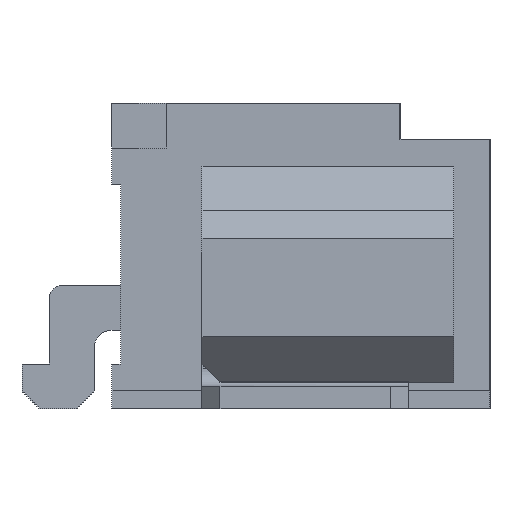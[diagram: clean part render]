
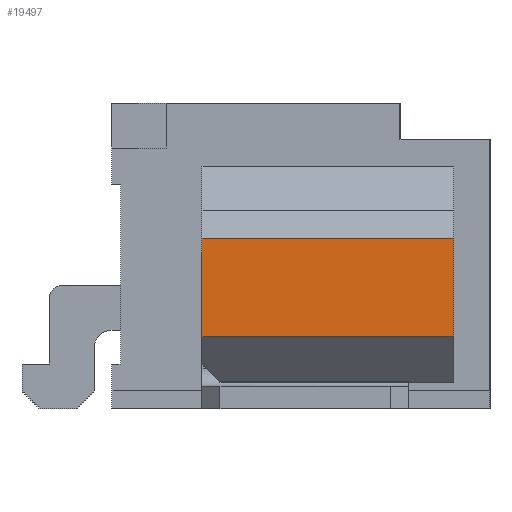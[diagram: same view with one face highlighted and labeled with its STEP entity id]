
A CAD part, left-side view. The second image highlights one B-rep face of the part: STEP entity #19497.
In plain terms, the highlighted planar face has unit normal (-1, 0, 0).
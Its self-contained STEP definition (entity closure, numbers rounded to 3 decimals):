
#2349 = PLANE('',#2350);
#2350 = AXIS2_PLACEMENT_3D('',#2351,#2352,#2353);
#2351 = CARTESIAN_POINT('',(5.875,1.1,0.));
#2352 = DIRECTION('',(0.,1.,0.));
#2353 = DIRECTION('',(-1.,0.,0.));
#2405 = PLANE('',#2406);
#2406 = AXIS2_PLACEMENT_3D('',#2407,#2408,#2409);
#2407 = CARTESIAN_POINT('',(5.875,-1.7,0.));
#2408 = DIRECTION('',(0.,1.,0.));
#2409 = DIRECTION('',(-1.,0.,0.));
#8494 = VERTEX_POINT('',#8495);
#8495 = CARTESIAN_POINT('',(-7.375,1.1,1.9));
#8509 = PLANE('',#8510);
#8510 = AXIS2_PLACEMENT_3D('',#8511,#8512,#8513);
#8511 = CARTESIAN_POINT('',(-7.375,-1.7,1.9));
#8512 = DIRECTION('',(-0.707,0.,0.707));
#8513 = DIRECTION('',(0.707,0.,0.707));
#8521 = EDGE_CURVE('',#8522,#8494,#8524,.T.);
#8522 = VERTEX_POINT('',#8523);
#8523 = CARTESIAN_POINT('',(-7.375,1.1,0.8));
#8524 = SURFACE_CURVE('',#8525,(#8529,#8536),.PCURVE_S1.);
#8525 = LINE('',#8526,#8527);
#8526 = CARTESIAN_POINT('',(-7.375,1.1,0.8));
#8527 = VECTOR('',#8528,1.);
#8528 = DIRECTION('',(0.,0.,1.));
#8529 = PCURVE('',#2349,#8530);
#8530 = DEFINITIONAL_REPRESENTATION('',(#8531),#8535);
#8531 = LINE('',#8532,#8533);
#8532 = CARTESIAN_POINT('',(13.25,0.8));
#8533 = VECTOR('',#8534,1.);
#8534 = DIRECTION('',(0.,1.));
#8535 = ( GEOMETRIC_REPRESENTATION_CONTEXT(2) 
PARAMETRIC_REPRESENTATION_CONTEXT() REPRESENTATION_CONTEXT('2D SPACE',''
  ) );
#8536 = PCURVE('',#8537,#8542);
#8537 = PLANE('',#8538);
#8538 = AXIS2_PLACEMENT_3D('',#8539,#8540,#8541);
#8539 = CARTESIAN_POINT('',(-7.375,-1.7,0.8));
#8540 = DIRECTION('',(-1.,0.,0.));
#8541 = DIRECTION('',(0.,0.,1.));
#8542 = DEFINITIONAL_REPRESENTATION('',(#8543),#8547);
#8543 = LINE('',#8544,#8545);
#8544 = CARTESIAN_POINT('',(0.,2.8));
#8545 = VECTOR('',#8546,1.);
#8546 = DIRECTION('',(1.,0.));
#8547 = ( GEOMETRIC_REPRESENTATION_CONTEXT(2) 
PARAMETRIC_REPRESENTATION_CONTEXT() REPRESENTATION_CONTEXT('2D SPACE',''
  ) );
#8563 = PLANE('',#8564);
#8564 = AXIS2_PLACEMENT_3D('',#8565,#8566,#8567);
#8565 = CARTESIAN_POINT('',(-6.875,-1.7,0.3));
#8566 = DIRECTION('',(-0.707,0.,-0.707));
#8567 = DIRECTION('',(-0.707,0.,0.707));
#8770 = VERTEX_POINT('',#8771);
#8771 = CARTESIAN_POINT('',(-7.375,-1.7,0.8));
#8792 = EDGE_CURVE('',#8770,#8793,#8795,.T.);
#8793 = VERTEX_POINT('',#8794);
#8794 = CARTESIAN_POINT('',(-7.375,-1.7,1.9));
#8795 = SURFACE_CURVE('',#8796,(#8800,#8807),.PCURVE_S1.);
#8796 = LINE('',#8797,#8798);
#8797 = CARTESIAN_POINT('',(-7.375,-1.7,0.8));
#8798 = VECTOR('',#8799,1.);
#8799 = DIRECTION('',(0.,0.,1.));
#8800 = PCURVE('',#2405,#8801);
#8801 = DEFINITIONAL_REPRESENTATION('',(#8802),#8806);
#8802 = LINE('',#8803,#8804);
#8803 = CARTESIAN_POINT('',(13.25,0.8));
#8804 = VECTOR('',#8805,1.);
#8805 = DIRECTION('',(0.,1.));
#8806 = ( GEOMETRIC_REPRESENTATION_CONTEXT(2) 
PARAMETRIC_REPRESENTATION_CONTEXT() REPRESENTATION_CONTEXT('2D SPACE',''
  ) );
#8807 = PCURVE('',#8537,#8808);
#8808 = DEFINITIONAL_REPRESENTATION('',(#8809),#8813);
#8809 = LINE('',#8810,#8811);
#8810 = CARTESIAN_POINT('',(0.,0.));
#8811 = VECTOR('',#8812,1.);
#8812 = DIRECTION('',(1.,0.));
#8813 = ( GEOMETRIC_REPRESENTATION_CONTEXT(2) 
PARAMETRIC_REPRESENTATION_CONTEXT() REPRESENTATION_CONTEXT('2D SPACE',''
  ) );
#19475 = EDGE_CURVE('',#8793,#8494,#19476,.T.);
#19476 = SURFACE_CURVE('',#19477,(#19481,#19488),.PCURVE_S1.);
#19477 = LINE('',#19478,#19479);
#19478 = CARTESIAN_POINT('',(-7.375,-1.7,1.9));
#19479 = VECTOR('',#19480,1.);
#19480 = DIRECTION('',(0.,1.,0.));
#19481 = PCURVE('',#8509,#19482);
#19482 = DEFINITIONAL_REPRESENTATION('',(#19483),#19487);
#19483 = LINE('',#19484,#19485);
#19484 = CARTESIAN_POINT('',(0.,0.));
#19485 = VECTOR('',#19486,1.);
#19486 = DIRECTION('',(0.,1.));
#19487 = ( GEOMETRIC_REPRESENTATION_CONTEXT(2) 
PARAMETRIC_REPRESENTATION_CONTEXT() REPRESENTATION_CONTEXT('2D SPACE',''
  ) );
#19488 = PCURVE('',#8537,#19489);
#19489 = DEFINITIONAL_REPRESENTATION('',(#19490),#19494);
#19490 = LINE('',#19491,#19492);
#19491 = CARTESIAN_POINT('',(1.1,0.));
#19492 = VECTOR('',#19493,1.);
#19493 = DIRECTION('',(0.,1.));
#19494 = ( GEOMETRIC_REPRESENTATION_CONTEXT(2) 
PARAMETRIC_REPRESENTATION_CONTEXT() REPRESENTATION_CONTEXT('2D SPACE',''
  ) );
#19497 = ADVANCED_FACE('',(#19498),#8537,.T.);
#19498 = FACE_BOUND('',#19499,.F.);
#19499 = EDGE_LOOP('',(#19500,#19501,#19522,#19523));
#19500 = ORIENTED_EDGE('',*,*,#8792,.F.);
#19501 = ORIENTED_EDGE('',*,*,#19502,.T.);
#19502 = EDGE_CURVE('',#8770,#8522,#19503,.T.);
#19503 = SURFACE_CURVE('',#19504,(#19508,#19515),.PCURVE_S1.);
#19504 = LINE('',#19505,#19506);
#19505 = CARTESIAN_POINT('',(-7.375,-1.7,0.8));
#19506 = VECTOR('',#19507,1.);
#19507 = DIRECTION('',(0.,1.,0.));
#19508 = PCURVE('',#8537,#19509);
#19509 = DEFINITIONAL_REPRESENTATION('',(#19510),#19514);
#19510 = LINE('',#19511,#19512);
#19511 = CARTESIAN_POINT('',(0.,0.));
#19512 = VECTOR('',#19513,1.);
#19513 = DIRECTION('',(0.,1.));
#19514 = ( GEOMETRIC_REPRESENTATION_CONTEXT(2) 
PARAMETRIC_REPRESENTATION_CONTEXT() REPRESENTATION_CONTEXT('2D SPACE',''
  ) );
#19515 = PCURVE('',#8563,#19516);
#19516 = DEFINITIONAL_REPRESENTATION('',(#19517),#19521);
#19517 = LINE('',#19518,#19519);
#19518 = CARTESIAN_POINT('',(0.707,0.));
#19519 = VECTOR('',#19520,1.);
#19520 = DIRECTION('',(0.,1.));
#19521 = ( GEOMETRIC_REPRESENTATION_CONTEXT(2) 
PARAMETRIC_REPRESENTATION_CONTEXT() REPRESENTATION_CONTEXT('2D SPACE',''
  ) );
#19522 = ORIENTED_EDGE('',*,*,#8521,.T.);
#19523 = ORIENTED_EDGE('',*,*,#19475,.F.);
